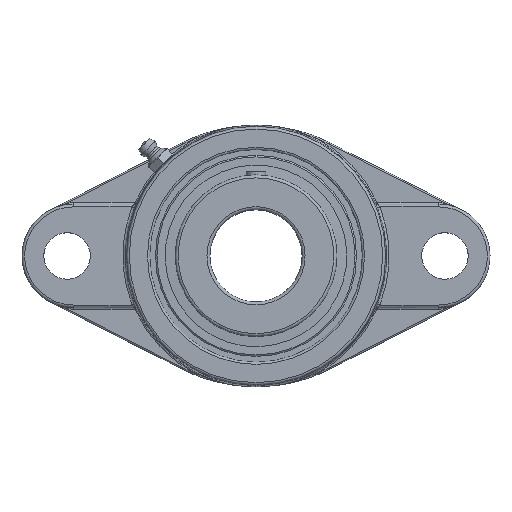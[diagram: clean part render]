
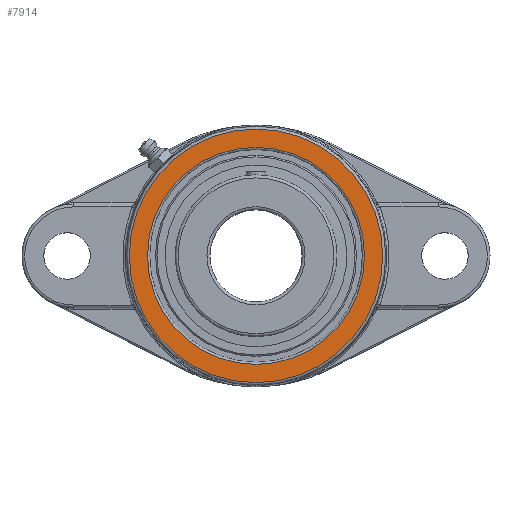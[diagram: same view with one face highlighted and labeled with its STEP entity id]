
A CAD part, top view. The second image highlights one B-rep face of the part: STEP entity #7914.
In plain terms, the highlighted planar face has unit normal (0, 0, 1).
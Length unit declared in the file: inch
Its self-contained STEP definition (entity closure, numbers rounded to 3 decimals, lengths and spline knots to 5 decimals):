
#7857=CARTESIAN_POINT('',(0.,1.71718,1.33858));
#7858=VERTEX_POINT('',#7857);
#7885=CARTESIAN_POINT('',(-0.,-0.,1.33858));
#7886=DIRECTION('',(-0.,0.,-1.));
#7887=DIRECTION('',(-0.,-1.,0.));
#7888=AXIS2_PLACEMENT_3D('',#7885,#7886,#7887);
#7889=CIRCLE('',#7888,1.71718);
#7890=EDGE_CURVE('',#7858,#7858,#7889,.T.);
#7895=CARTESIAN_POINT('',(-0.,-0.,1.33858));
#7896=DIRECTION('',(0.,0.,1.));
#7897=DIRECTION('',(1.,-0.,0.));
#7898=AXIS2_PLACEMENT_3D('',#7895,#7896,#7897);
#7899=PLANE('',#7898);
#7900=CARTESIAN_POINT('',(0.,-1.46981,1.33858));
#7901=VERTEX_POINT('',#7900);
#7902=CARTESIAN_POINT('',(-0.,-0.,1.33858));
#7903=DIRECTION('',(0.,-0.,1.));
#7904=DIRECTION('',(0.,1.,0.));
#7905=AXIS2_PLACEMENT_3D('',#7902,#7903,#7904);
#7906=CIRCLE('',#7905,1.46981);
#7907=EDGE_CURVE('',#7901,#7901,#7906,.T.);
#7908=ORIENTED_EDGE('',*,*,#7907,.F.);
#7909=EDGE_LOOP('',(#7908));
#7910=FACE_BOUND('',#7909,.T.);
#7911=ORIENTED_EDGE('',*,*,#7890,.F.);
#7912=EDGE_LOOP('',(#7911));
#7913=FACE_BOUND('',#7912,.T.);
#7914=ADVANCED_FACE('',(#7910,#7913),#7899,.T.);
